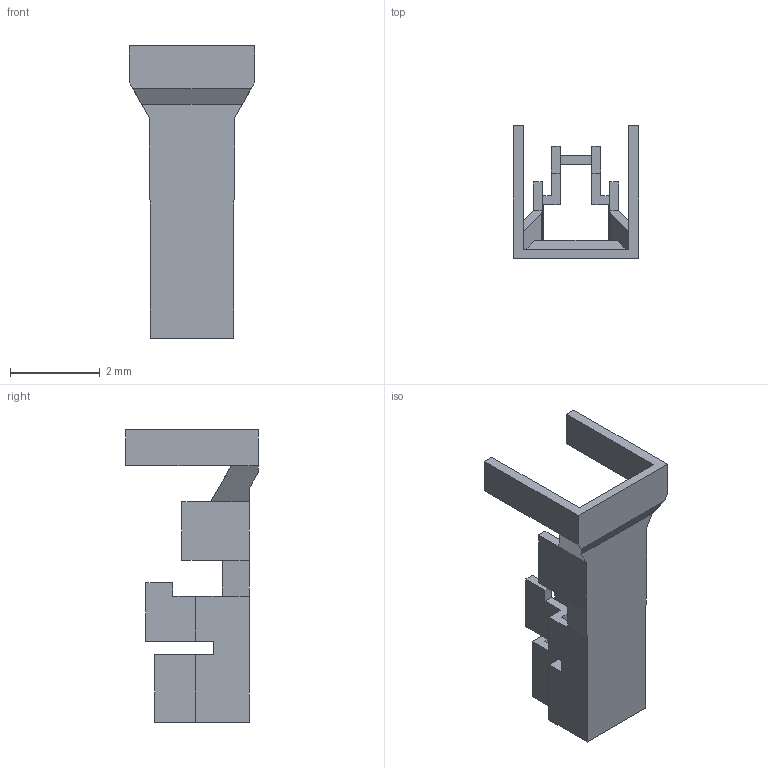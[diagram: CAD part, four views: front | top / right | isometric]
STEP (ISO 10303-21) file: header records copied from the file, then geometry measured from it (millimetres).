
FILE_DESCRIPTION (( 'STEP AP203' ), '1' );
FILE_NAME ('SXA-001T-P0.6.STEP', '2013-02-13T07:33:32', ( 'm-naganawa' ), ( 'Microsoft' ), 'SwSTEP 2.0', 'SolidWorks 2005235', '' );
FILE_SCHEMA (( 'CONFIG_CONTROL_DESIGN' ));
Length unit declared in the file: millimetre
Products named in the file (1): SXA-001T-P0.6
Bounding box: 2.8 x 2.95 x 6.5 mm (x, y, z)
Volume: 7.4 mm3; surface area: 82.2 mm2
Topology: 1 solids, 1 shells, 77 faces, 212 edges, 136 vertices
Faces by surface type: plane 75, cylinder 2
Entity records: 2461 total; most frequent: CARTESIAN_POINT 432, ORIENTED_EDGE 424, DIRECTION 368, EDGE_CURVE 212, VECTOR 208, LINE 208, VERTEX_POINT 136, AXIS2_PLACEMENT_3D 80
